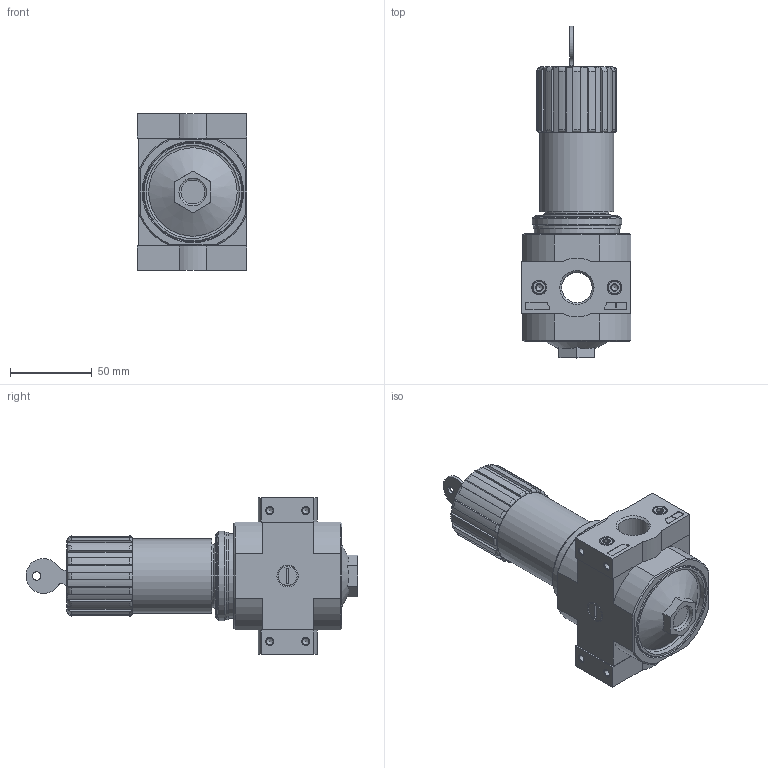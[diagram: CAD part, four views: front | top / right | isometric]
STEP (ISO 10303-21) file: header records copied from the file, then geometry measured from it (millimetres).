
FILE_DESCRIPTION(/* description */ ('STEP AP214'),/* implementation_level */ '2;1');
FILE_NAME(/* name */ '194673_LRS-1_2-D-7-O-DI-MAXI',/* time_stamp */ '2024-09-04T23:51:25+02:00',/* author */ ('License CC BY-ND 4.0'),/* organization */ ('CADENAS'),/* preprocessor_version */ 'ST-DEVELOPER v19.3',/* originating_system */ 'PARTsolutions',/* authorisation */ ' ');
FILE_SCHEMA (('AUTOMOTIVE_DESIGN {1 0 10303 214 3 1 1}'));
Length unit declared in the file: millimetre
Products named in the file (7): 194673 LRS-1/2-D-7-O-DI-MAXI; 646264 LRS-D-7-DI-MAXI; 680244 PBL-1/2-D-MAXI-R---(0) p1; DIN-912 - M5x20(F); 680243 PBL-1/2-D-MAXI-L---(1) p1; 398012 LRVS-D-MINI; 373846 LR-MIDI
Assembly tree (10 placements, depth 2):
  194673 LRS-1/2-D-7-O-DI-MAXI
    646264 LRS-D-7-DI-MAXI
    680244 PBL-1/2-D-MAXI-R---(0) p1
    DIN-912 - M5x20(F)  x4
    680243 PBL-1/2-D-MAXI-L---(1) p1
    398012 LRVS-D-MINI
    373846 LR-MIDI  x2
Bounding box: 67.1 x 203 x 96 mm (x, y, z)
Volume: 474811.8 mm3; surface area: 75671.2 mm2
Topology: 10 solids, 10 shells, 461 faces, 1033 edges, 628 vertices
Faces by surface type: plane 214, cylinder 118, cone 101, torus 28
Full cylindrical faces by diameter (mm): 4.134 x8, 5 x4, 5.1 x1, 5.8 x1, 6.3 x2, 8.5 x4, 9.6 x2, 11.2 x2, 11.445 x2, 13.157 x2, 17 x1, 18.631 x2, 18.7 x1, 22 x1, 30 x2, 39 x1, 40 x1, 45.3 x1, 50.2 x1, 50.376 x1, 52 x1, 53.5 x1, 54.8 x1, 57 x1
Entity records: 11498 total; most frequent: CARTESIAN_POINT 1989, DIRECTION 1695, ORIENTED_EDGE 1458, EDGE_CURVE 729, AXIS2_PLACEMENT_3D 687, FACE_BOUND 522, VERTEX_POINT 517, EDGE_LOOP 513
